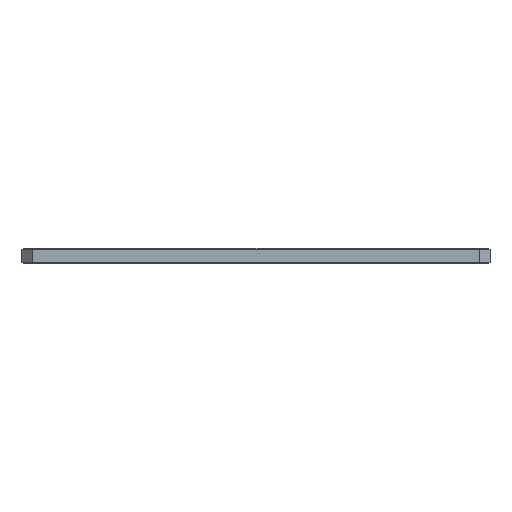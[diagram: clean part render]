
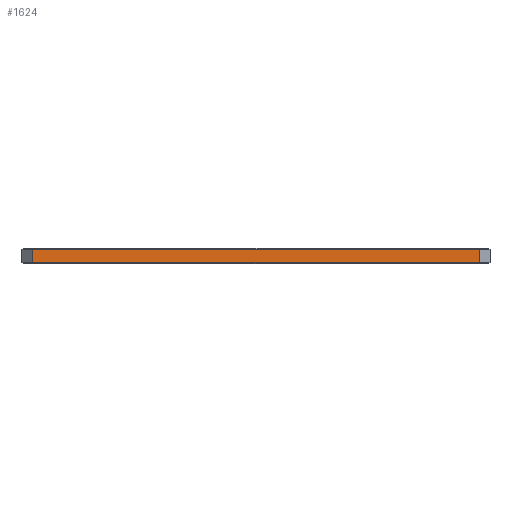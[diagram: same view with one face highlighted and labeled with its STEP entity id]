
A CAD part, left-side view. The second image highlights one B-rep face of the part: STEP entity #1624.
In plain terms, the highlighted planar face has unit normal (-1, 0, 0).
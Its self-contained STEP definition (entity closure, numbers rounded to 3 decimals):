
#75 = LINE ( 'NONE', #7511, #3831 ) ;
#465 = EDGE_CURVE ( 'NONE', #4688, #7676, #6165, .T. ) ;
#503 = CARTESIAN_POINT ( 'NONE',  ( -525., -220., 14. ) ) ;
#600 = LINE ( 'NONE', #1742, #3863 ) ;
#629 = AXIS2_PLACEMENT_3D ( 'NONE', #2117, #7256, #3494 ) ;
#818 = LINE ( 'NONE', #5263, #5077 ) ;
#1416 = ORIENTED_EDGE ( 'NONE', *, *, #4752, .T. ) ;
#1624 = ADVANCED_FACE ( 'NONE', ( #4252 ), #3457, .F. ) ;
#1742 = CARTESIAN_POINT ( 'NONE',  ( -525., -220., 15. ) ) ;
#1928 = VERTEX_POINT ( 'NONE', #503 ) ;
#2117 = CARTESIAN_POINT ( 'NONE',  ( -525., -230., 15. ) ) ;
#2621 = CARTESIAN_POINT ( 'NONE',  ( -525., -220., 1. ) ) ;
#3434 = EDGE_CURVE ( 'NONE', #1928, #5525, #818, .T. ) ;
#3457 = PLANE ( 'NONE',  #629 ) ;
#3494 = DIRECTION ( 'NONE',  ( 0., 0., -1. ) ) ;
#3621 = DIRECTION ( 'NONE',  ( 0., -1., 0. ) ) ;
#3681 = EDGE_LOOP ( 'NONE', ( #1416, #4265, #3878, #5372 ) ) ;
#3684 = EDGE_CURVE ( 'NONE', #7676, #1928, #600, .T. ) ;
#3831 = VECTOR ( 'NONE', #4961, 1000. ) ;
#3863 = VECTOR ( 'NONE', #8124, 1000. ) ;
#3878 = ORIENTED_EDGE ( 'NONE', *, *, #3684, .T. ) ;
#4252 = FACE_OUTER_BOUND ( 'NONE', #3681, .T. ) ;
#4265 = ORIENTED_EDGE ( 'NONE', *, *, #465, .T. ) ;
#4688 = VERTEX_POINT ( 'NONE', #4816 ) ;
#4752 = EDGE_CURVE ( 'NONE', #5525, #4688, #75, .T. ) ;
#4816 = CARTESIAN_POINT ( 'NONE',  ( -525., 220., 1. ) ) ;
#4961 = DIRECTION ( 'NONE',  ( 0., 0., -1. ) ) ;
#5077 = VECTOR ( 'NONE', #7801, 1000. ) ;
#5263 = CARTESIAN_POINT ( 'NONE',  ( -525., -230., 14. ) ) ;
#5372 = ORIENTED_EDGE ( 'NONE', *, *, #3434, .T. ) ;
#5525 = VERTEX_POINT ( 'NONE', #6750 ) ;
#5747 = VECTOR ( 'NONE', #3621, 1000. ) ;
#6165 = LINE ( 'NONE', #7389, #5747 ) ;
#6750 = CARTESIAN_POINT ( 'NONE',  ( -525., 220., 14. ) ) ;
#7256 = DIRECTION ( 'NONE',  ( 1., 0., 0. ) ) ;
#7389 = CARTESIAN_POINT ( 'NONE',  ( -525., -220., 1. ) ) ;
#7511 = CARTESIAN_POINT ( 'NONE',  ( -525., 220., 15. ) ) ;
#7676 = VERTEX_POINT ( 'NONE', #2621 ) ;
#7801 = DIRECTION ( 'NONE',  ( 0., 1., 0. ) ) ;
#8124 = DIRECTION ( 'NONE',  ( 0., 0., 1. ) ) ;
